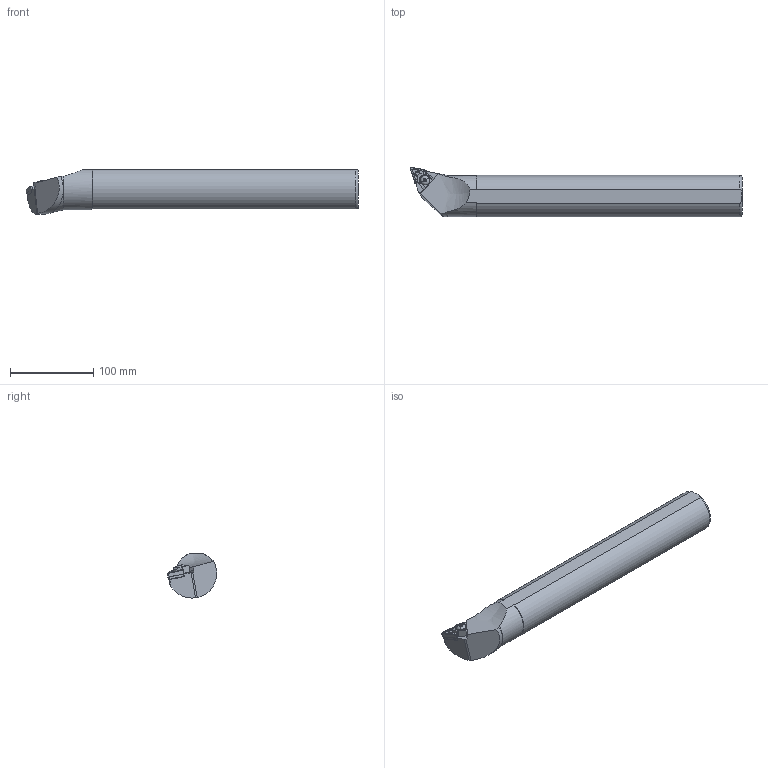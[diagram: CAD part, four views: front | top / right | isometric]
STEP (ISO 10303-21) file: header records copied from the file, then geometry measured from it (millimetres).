
FILE_DESCRIPTION (( 'STEP AP214' ), '1' );
FILE_NAME ('S50V-MTQNL-22-LIGHT.STP', '2023-10-25T08:02:24', ( '' ), ( '' ), 'SwSTEP 2.0', 'SolidWorks 2018', '' );
FILE_SCHEMA (( 'AUTOMOTIVE_DESIGN' ));
Length unit declared in the file: millimetre
Products named in the file (1): S50V-MTQNL-22-LIGHT
Bounding box: 400 x 60 x 53.19 mm (x, y, z)
Volume: 726165.2 mm3; surface area: 66054.4 mm2
Topology: 2 solids, 2 shells, 227 faces, 555 edges, 335 vertices
Faces by surface type: plane 98, cylinder 51, cone 42, torus 22, bspline 12, sphere 2
Entity records: 9533 total; most frequent: CARTESIAN_POINT 3426, ORIENTED_EDGE 1094, DIRECTION 1040, EDGE_CURVE 547, AXIS2_PLACEMENT_3D 379, VERTEX_POINT 335, LINE 282, VECTOR 282
